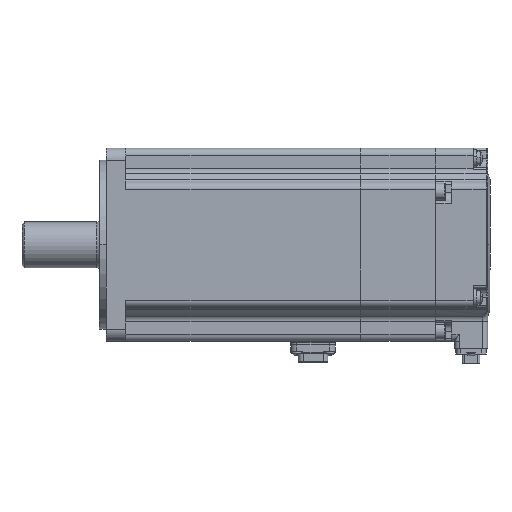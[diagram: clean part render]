
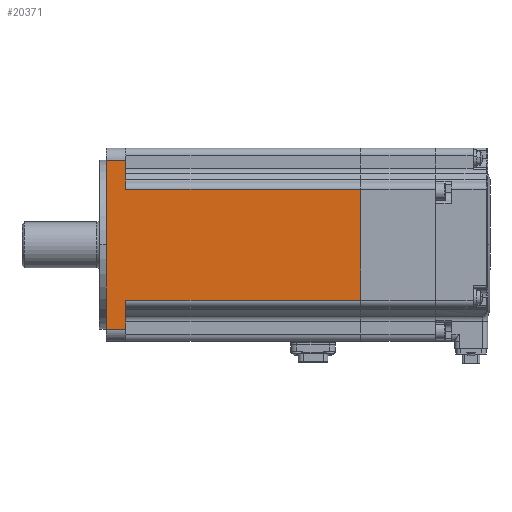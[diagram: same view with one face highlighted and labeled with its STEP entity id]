
A CAD part, front view. The second image highlights one B-rep face of the part: STEP entity #20371.
In plain terms, the highlighted planar face has unit normal (0, -1, 0).
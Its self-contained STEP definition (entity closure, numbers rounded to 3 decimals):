
#1094 = VECTOR ( 'NONE', #9199, 1000. ) ;
#1189 = PLANE ( 'NONE',  #5848 ) ;
#1542 = DIRECTION ( 'NONE',  ( 1., 0., 0. ) ) ;
#1736 = CARTESIAN_POINT ( 'NONE',  ( 118.243, -67.297, 26.677 ) ) ;
#1859 = CARTESIAN_POINT ( 'NONE',  ( 20.843, -67.297, -36.323 ) ) ;
#2640 = CARTESIAN_POINT ( 'NONE',  ( 12.843, -67.297, 26.677 ) ) ;
#2732 = ORIENTED_EDGE ( 'NONE', *, *, #3619, .F. ) ;
#3273 = VECTOR ( 'NONE', #17950, 1000. ) ;
#3603 = VERTEX_POINT ( 'NONE', #18494 ) ;
#3619 = EDGE_CURVE ( 'NONE', #15010, #19393, #6923, .T. ) ;
#3900 = CARTESIAN_POINT ( 'NONE',  ( 20.843, -67.297, -31.323 ) ) ;
#4163 = DIRECTION ( 'NONE',  ( 0., 0., 1. ) ) ;
#5637 = VERTEX_POINT ( 'NONE', #23329 ) ;
#5848 = AXIS2_PLACEMENT_3D ( 'NONE', #26596, #17587, #9060 ) ;
#6211 = EDGE_CURVE ( 'NONE', #14344, #3603, #20793, .T. ) ;
#6399 = CARTESIAN_POINT ( 'NONE',  ( 12.843, -67.297, 38.677 ) ) ;
#6695 = CARTESIAN_POINT ( 'NONE',  ( 20.843, -67.297, -36.323 ) ) ;
#6923 = LINE ( 'NONE', #9051, #28153 ) ;
#7001 = CARTESIAN_POINT ( 'NONE',  ( 118.243, -67.297, -22.323 ) ) ;
#7186 = DIRECTION ( 'NONE',  ( -1., 0., 0. ) ) ;
#7936 = VERTEX_POINT ( 'NONE', #26818 ) ;
#8193 = VECTOR ( 'NONE', #7186, 1000. ) ;
#8694 = VERTEX_POINT ( 'NONE', #17977 ) ;
#8938 = DIRECTION ( 'NONE',  ( 1., 0., 0. ) ) ;
#9051 = CARTESIAN_POINT ( 'NONE',  ( 12.843, -67.297, -36.323 ) ) ;
#9060 = DIRECTION ( 'NONE',  ( 0., 0., -1. ) ) ;
#9199 = DIRECTION ( 'NONE',  ( 0., 0., -1. ) ) ;
#9397 = DIRECTION ( 'NONE',  ( 0., 0., 1. ) ) ;
#10681 = VECTOR ( 'NONE', #4163, 1000. ) ;
#11008 = ORIENTED_EDGE ( 'NONE', *, *, #16839, .T. ) ;
#11905 = LINE ( 'NONE', #1859, #26353 ) ;
#12122 = ORIENTED_EDGE ( 'NONE', *, *, #29400, .T. ) ;
#12513 = LINE ( 'NONE', #15350, #19016 ) ;
#12881 = LINE ( 'NONE', #2640, #8193 ) ;
#13050 = VECTOR ( 'NONE', #8938, 1000. ) ;
#13220 = ORIENTED_EDGE ( 'NONE', *, *, #16200, .T. ) ;
#14084 = LINE ( 'NONE', #7001, #1094 ) ;
#14344 = VERTEX_POINT ( 'NONE', #17851 ) ;
#14786 = ORIENTED_EDGE ( 'NONE', *, *, #16786, .T. ) ;
#15010 = VERTEX_POINT ( 'NONE', #29088 ) ;
#15350 = CARTESIAN_POINT ( 'NONE',  ( 12.843, -67.297, -19.323 ) ) ;
#16144 = CARTESIAN_POINT ( 'NONE',  ( 12.843, -67.297, 38.677 ) ) ;
#16200 = EDGE_CURVE ( 'NONE', #15010, #14344, #26031, .T. ) ;
#16752 = FACE_OUTER_BOUND ( 'NONE', #23497, .T. ) ;
#16786 = EDGE_CURVE ( 'NONE', #8694, #19393, #16946, .T. ) ;
#16839 = EDGE_CURVE ( 'NONE', #7936, #8694, #11905, .T. ) ;
#16891 = EDGE_CURVE ( 'NONE', #21443, #5637, #14084, .T. ) ;
#16946 = LINE ( 'NONE', #6399, #3273 ) ;
#17587 = DIRECTION ( 'NONE',  ( 0., 1., 0. ) ) ;
#17851 = CARTESIAN_POINT ( 'NONE',  ( 20.843, -67.297, -31.323 ) ) ;
#17950 = DIRECTION ( 'NONE',  ( -1., 0., 0. ) ) ;
#17977 = CARTESIAN_POINT ( 'NONE',  ( 20.843, -67.297, 38.677 ) ) ;
#18494 = CARTESIAN_POINT ( 'NONE',  ( 20.843, -67.297, -19.323 ) ) ;
#19016 = VECTOR ( 'NONE', #1542, 1000. ) ;
#19393 = VERTEX_POINT ( 'NONE', #16144 ) ;
#19394 = EDGE_CURVE ( 'NONE', #21443, #7936, #12881, .T. ) ;
#20371 = ADVANCED_FACE ( 'NONE', ( #16752 ), #1189, .F. ) ;
#20793 = LINE ( 'NONE', #6695, #10681 ) ;
#21443 = VERTEX_POINT ( 'NONE', #1736 ) ;
#23067 = DIRECTION ( 'NONE',  ( 0., 0., 1. ) ) ;
#23329 = CARTESIAN_POINT ( 'NONE',  ( 118.243, -67.297, -19.323 ) ) ;
#23497 = EDGE_LOOP ( 'NONE', ( #23764, #12122, #29887, #25362, #11008, #14786, #2732, #13220 ) ) ;
#23764 = ORIENTED_EDGE ( 'NONE', *, *, #6211, .T. ) ;
#25362 = ORIENTED_EDGE ( 'NONE', *, *, #19394, .T. ) ;
#26031 = LINE ( 'NONE', #3900, #13050 ) ;
#26353 = VECTOR ( 'NONE', #9397, 1000. ) ;
#26596 = CARTESIAN_POINT ( 'NONE',  ( 12.843, -67.297, -36.323 ) ) ;
#26818 = CARTESIAN_POINT ( 'NONE',  ( 20.843, -67.297, 26.677 ) ) ;
#28153 = VECTOR ( 'NONE', #23067, 1000. ) ;
#29088 = CARTESIAN_POINT ( 'NONE',  ( 12.843, -67.297, -31.323 ) ) ;
#29400 = EDGE_CURVE ( 'NONE', #3603, #5637, #12513, .T. ) ;
#29887 = ORIENTED_EDGE ( 'NONE', *, *, #16891, .F. ) ;
